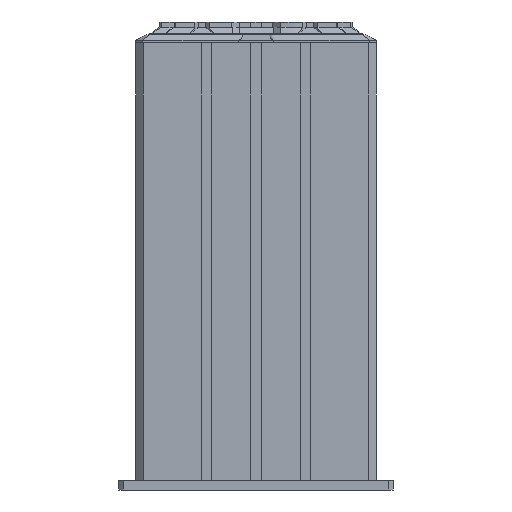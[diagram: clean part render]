
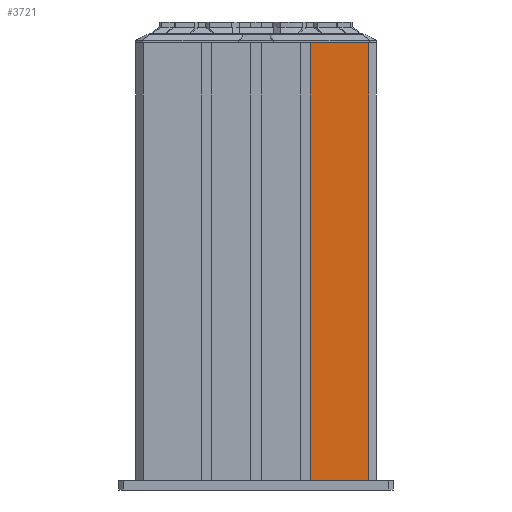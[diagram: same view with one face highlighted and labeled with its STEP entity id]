
A CAD part, front view. The second image highlights one B-rep face of the part: STEP entity #3721.
In plain terms, the highlighted planar face has unit normal (0, -1, 0).
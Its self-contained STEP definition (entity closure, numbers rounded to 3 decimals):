
#531 = DIRECTION ( 'NONE',  ( 1., 0., 0. ) ) ;
#888 = EDGE_CURVE ( 'NONE', #3415, #4781, #23157, .T. ) ;
#905 = CARTESIAN_POINT ( 'NONE',  ( 135.2, -31.75, 524. ) ) ;
#3336 = DIRECTION ( 'NONE',  ( 1., 0., 0. ) ) ;
#3365 = DIRECTION ( 'NONE',  ( 0., 0., 1. ) ) ;
#3415 = VERTEX_POINT ( 'NONE', #10016 ) ;
#3721 = ADVANCED_FACE ( 'NONE', ( #12786 ), #14704, .F. ) ;
#4136 = VECTOR ( 'NONE', #531, 1000. ) ;
#4243 = ORIENTED_EDGE ( 'NONE', *, *, #24474, .T. ) ;
#4296 = EDGE_LOOP ( 'NONE', ( #4243, #4915, #5587, #18150 ) ) ;
#4781 = VERTEX_POINT ( 'NONE', #905 ) ;
#4915 = ORIENTED_EDGE ( 'NONE', *, *, #888, .F. ) ;
#5083 = DIRECTION ( 'NONE',  ( 0., 0., 1. ) ) ;
#5587 = ORIENTED_EDGE ( 'NONE', *, *, #13160, .F. ) ;
#6984 = DIRECTION ( 'NONE',  ( 0., 1., 0. ) ) ;
#9105 = LINE ( 'NONE', #18633, #16842 ) ;
#9933 = CARTESIAN_POINT ( 'NONE',  ( 0., -31.75, 0. ) ) ;
#10016 = CARTESIAN_POINT ( 'NONE',  ( 65., -31.75, 524. ) ) ;
#10546 = CARTESIAN_POINT ( 'NONE',  ( 65., -31.75, 524. ) ) ;
#12180 = VECTOR ( 'NONE', #23746, 1000. ) ;
#12786 = FACE_OUTER_BOUND ( 'NONE', #4296, .T. ) ;
#13027 = CARTESIAN_POINT ( 'NONE',  ( 135.2, -31.75, 0. ) ) ;
#13160 = EDGE_CURVE ( 'NONE', #20914, #3415, #16634, .T. ) ;
#13556 = EDGE_CURVE ( 'NONE', #20914, #22880, #24021, .T. ) ;
#14704 = PLANE ( 'NONE',  #17351 ) ;
#16432 = CARTESIAN_POINT ( 'NONE',  ( 0., -31.75, 524. ) ) ;
#16543 = CARTESIAN_POINT ( 'NONE',  ( 65., -31.75, 524. ) ) ;
#16634 = LINE ( 'NONE', #10546, #12180 ) ;
#16842 = VECTOR ( 'NONE', #3365, 1000. ) ;
#17351 = AXIS2_PLACEMENT_3D ( 'NONE', #16543, #6984, #5083 ) ;
#18150 = ORIENTED_EDGE ( 'NONE', *, *, #13556, .T. ) ;
#18633 = CARTESIAN_POINT ( 'NONE',  ( 135.2, -31.75, 524. ) ) ;
#19105 = CARTESIAN_POINT ( 'NONE',  ( 65., -31.75, 0. ) ) ;
#20914 = VERTEX_POINT ( 'NONE', #19105 ) ;
#22880 = VERTEX_POINT ( 'NONE', #13027 ) ;
#23157 = LINE ( 'NONE', #16432, #23448 ) ;
#23448 = VECTOR ( 'NONE', #3336, 1000. ) ;
#23746 = DIRECTION ( 'NONE',  ( 0., 0., 1. ) ) ;
#24021 = LINE ( 'NONE', #9933, #4136 ) ;
#24474 = EDGE_CURVE ( 'NONE', #22880, #4781, #9105, .T. ) ;
